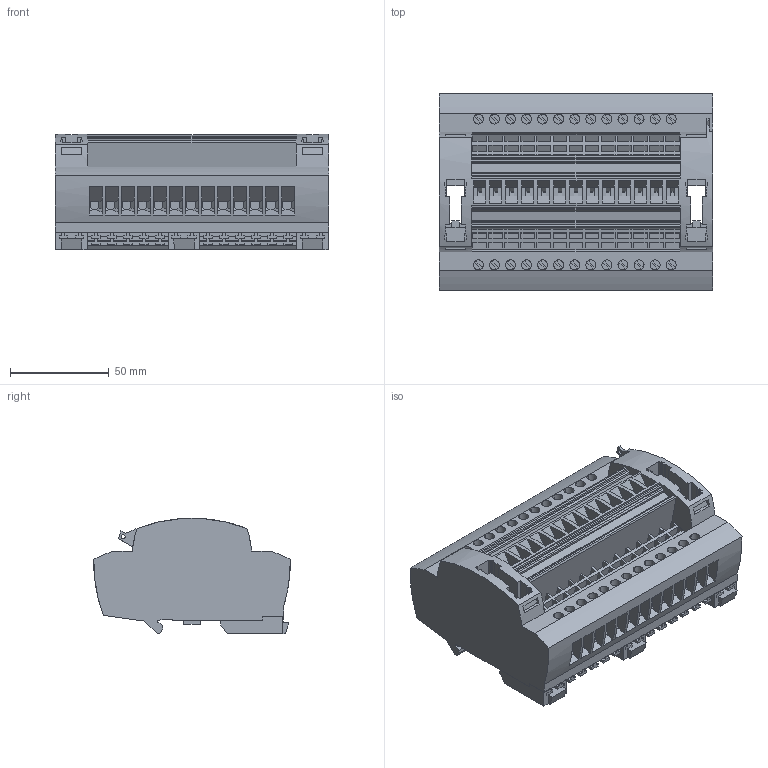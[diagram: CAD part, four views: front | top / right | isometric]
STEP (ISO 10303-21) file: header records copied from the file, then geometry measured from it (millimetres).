
FILE_DESCRIPTION(('Creo Elements/Direct Modeling STEP Export'),'2;1');
FILE_NAME('model.stp','2020-06-03T 0:45:26',(''),(''),'Creo Elements/Direct Modeling STEP processor for AP214 (Solid Model)','Creo Elements/Direct Modeling 20.1A 29-Sep-2018 (C) Parametric Technology GmbH','');
FILE_SCHEMA(('AUTOMOTIVE_DESIGN { 1 0 10303 214 1 1 1 1 }'));
Products named in the file (2): UTRE_6-2_13-select
Assembly tree (1 placements, depth 2):
  UTRE_6-2_13-select
    UTRE_6-2_13-select
Bounding box: 138.55 x 99.63 x 58.6 mm (x, y, z)
Volume: 468660.5 mm3; surface area: 111814.2 mm2
Topology: 1 solids, 1 shells, 1604 faces, 4496 edges, 2987 vertices
Faces by surface type: plane 1515, cylinder 89
Entity records: 62482 total; most frequent: ORIENTED_EDGE 8992, CARTESIAN_POINT 8871, DIRECTION 7615, EDGE_CURVE 4496, VECTOR 4011, LINE 4011, VERTEX_POINT 2987, AXIS2_PLACEMENT_3D 1802
